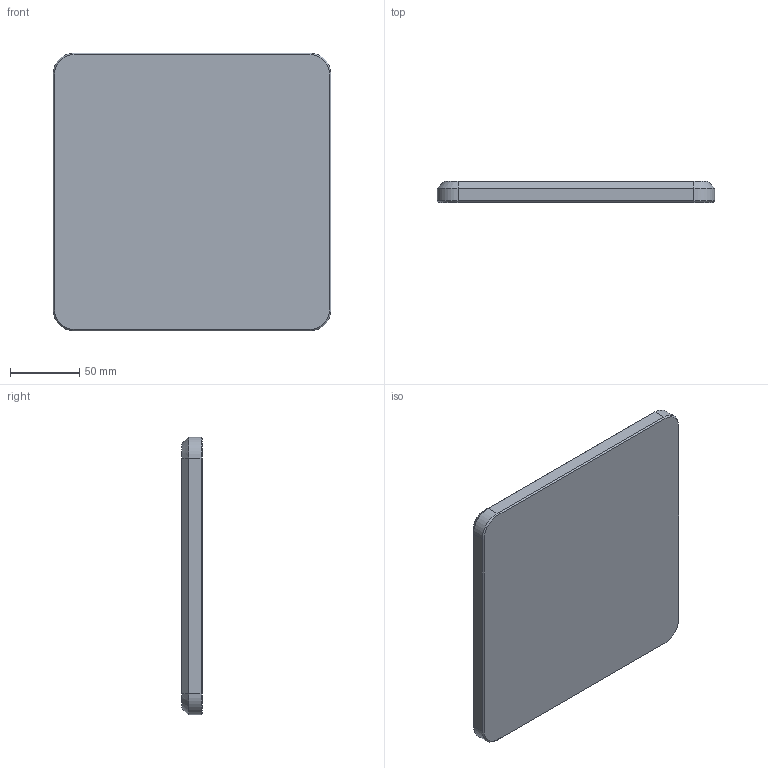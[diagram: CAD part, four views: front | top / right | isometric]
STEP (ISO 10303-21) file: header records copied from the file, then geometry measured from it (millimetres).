
FILE_DESCRIPTION (( 'STEP AP203' ), '1' );
FILE_NAME ('Base_默认_sldprt.STEP', '2025-11-13T14:25:18', ( '' ), ( '' ), 'SwSTEP 2.0', 'SolidWorks 2020', '' );
FILE_SCHEMA (( 'CONFIG_CONTROL_DESIGN' ));
Length unit declared in the file: millimetre
Products named in the file (1): Base_默认_sldprt
Bounding box: 200 x 15 x 200 mm (x, y, z)
Volume: 567213.5 mm3; surface area: 89179.1 mm2
Topology: 1 solids, 1 shells, 56 faces, 132 edges, 80 vertices
Faces by surface type: plane 36, cone 12, cylinder 8
Entity records: 1649 total; most frequent: DIRECTION 274, CARTESIAN_POINT 269, ORIENTED_EDGE 264, EDGE_CURVE 132, LINE 104, VECTOR 104, AXIS2_PLACEMENT_3D 85, VERTEX_POINT 80
